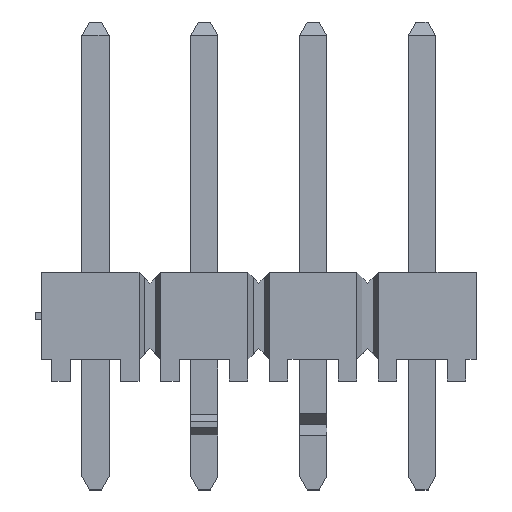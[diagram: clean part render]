
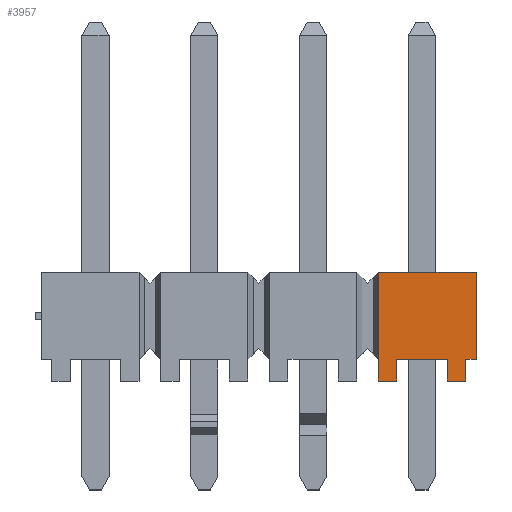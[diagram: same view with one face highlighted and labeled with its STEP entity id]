
A CAD part, top view. The second image highlights one B-rep face of the part: STEP entity #3957.
In plain terms, the highlighted planar face has unit normal (0, 0, 1).
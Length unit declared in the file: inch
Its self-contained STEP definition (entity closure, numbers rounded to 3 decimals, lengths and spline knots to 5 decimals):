
#118=ORIENTED_EDGE('',*,*,#1256,.T.);
#119=ORIENTED_EDGE('',*,*,#1257,.F.);
#120=ORIENTED_EDGE('',*,*,#1258,.T.);
#121=ORIENTED_EDGE('',*,*,#1259,.F.);
#122=ORIENTED_EDGE('',*,*,#1260,.F.);
#123=ORIENTED_EDGE('',*,*,#1261,.F.);
#124=ORIENTED_EDGE('',*,*,#1262,.T.);
#125=ORIENTED_EDGE('',*,*,#1263,.F.);
#126=ORIENTED_EDGE('',*,*,#1264,.F.);
#127=ORIENTED_EDGE('',*,*,#1265,.F.);
#128=ORIENTED_EDGE('',*,*,#1266,.F.);
#1256=EDGE_CURVE('',#1741,#1797,#2192,.T.);
#1257=EDGE_CURVE('',#1820,#1797,#2193,.T.);
#1258=EDGE_CURVE('',#1820,#1821,#2194,.T.);
#1259=EDGE_CURVE('',#1822,#1821,#2195,.T.);
#1260=EDGE_CURVE('',#1823,#1822,#2196,.T.);
#1261=EDGE_CURVE('',#1824,#1823,#2197,.T.);
#1262=EDGE_CURVE('',#1824,#1825,#2198,.T.);
#1263=EDGE_CURVE('',#1826,#1825,#2199,.T.);
#1264=EDGE_CURVE('',#1827,#1826,#2200,.T.);
#1265=EDGE_CURVE('',#1828,#1827,#2201,.T.);
#1266=EDGE_CURVE('',#1741,#1828,#2202,.T.);
#1741=VERTEX_POINT('',#5440);
#1797=VERTEX_POINT('',#5568);
#1820=VERTEX_POINT('',#5621);
#1821=VERTEX_POINT('',#5623);
#1822=VERTEX_POINT('',#5625);
#1823=VERTEX_POINT('',#5627);
#1824=VERTEX_POINT('',#5629);
#1825=VERTEX_POINT('',#5631);
#1826=VERTEX_POINT('',#5633);
#1827=VERTEX_POINT('',#5635);
#1828=VERTEX_POINT('',#5637);
#2192=LINE('',#5619,#2764);
#2193=LINE('',#5620,#2765);
#2194=LINE('',#5622,#2766);
#2195=LINE('',#5624,#2767);
#2196=LINE('',#5626,#2768);
#2197=LINE('',#5628,#2769);
#2198=LINE('',#5630,#2770);
#2199=LINE('',#5632,#2771);
#2200=LINE('',#5634,#2772);
#2201=LINE('',#5636,#2773);
#2202=LINE('',#5638,#2774);
#2764=VECTOR('',#4533,39.37008);
#2765=VECTOR('',#4534,39.37008);
#2766=VECTOR('',#4535,39.37008);
#2767=VECTOR('',#4536,39.37008);
#2768=VECTOR('',#4537,39.37008);
#2769=VECTOR('',#4538,39.37008);
#2770=VECTOR('',#4539,39.37008);
#2771=VECTOR('',#4540,39.37008);
#2772=VECTOR('',#4541,39.37008);
#2773=VECTOR('',#4542,39.37008);
#2774=VECTOR('',#4543,39.37008);
#3260=EDGE_LOOP('',(#118,#119,#120,#121,#122,#123,#124,#125,#126,#127,#128));
#3498=FACE_BOUND('',#3260,.T.);
#3736=PLANE('',#4204);
#3957=ADVANCED_FACE('',(#3498),#3736,.F.);
#4204=AXIS2_PLACEMENT_3D('',#5618,#4531,#4532);
#4531=DIRECTION('',(0.,0.,-1.));
#4532=DIRECTION('',(-1.,0.,0.));
#4533=DIRECTION('',(0.,-1.,0.));
#4534=DIRECTION('',(0.,1.,0.));
#4535=DIRECTION('',(1.,0.,0.));
#4536=DIRECTION('',(0.,-1.,0.));
#4537=DIRECTION('',(-1.,0.,0.));
#4538=DIRECTION('',(0.,1.,0.));
#4539=DIRECTION('',(1.,0.,0.));
#4540=DIRECTION('',(0.,-1.,0.));
#4541=DIRECTION('',(-1.,0.,0.));
#4542=DIRECTION('',(0.,-1.,0.));
#4543=DIRECTION('',(1.,0.,0.));
#5440=CARTESIAN_POINT('',(0.11,0.1,0.05));
#5568=CARTESIAN_POINT('',(0.11,0.02,0.05));
#5618=CARTESIAN_POINT('',(-0.2,0.1,0.05));
#5619=CARTESIAN_POINT('',(0.11,0.1,0.05));
#5620=CARTESIAN_POINT('',(0.11,0.1,0.05));
#5621=CARTESIAN_POINT('',(0.11,0.,0.05));
#5622=CARTESIAN_POINT('',(-0.2,0.,0.05));
#5623=CARTESIAN_POINT('',(0.12688,0.,0.05));
#5624=CARTESIAN_POINT('',(0.12688,0.1,0.05));
#5625=CARTESIAN_POINT('',(0.12688,0.02,0.05));
#5626=CARTESIAN_POINT('',(-0.2,0.02,0.05));
#5627=CARTESIAN_POINT('',(0.17312,0.02,0.05));
#5628=CARTESIAN_POINT('',(0.17312,0.1,0.05));
#5629=CARTESIAN_POINT('',(0.17312,0.,0.05));
#5630=CARTESIAN_POINT('',(-0.2,0.,0.05));
#5631=CARTESIAN_POINT('',(0.19012,0.,0.05));
#5632=CARTESIAN_POINT('',(0.19012,0.1,0.05));
#5633=CARTESIAN_POINT('',(0.19012,0.02,0.05));
#5634=CARTESIAN_POINT('',(-0.2,0.02,0.05));
#5635=CARTESIAN_POINT('',(0.2,0.02,0.05));
#5636=CARTESIAN_POINT('',(0.2,0.1,0.05));
#5637=CARTESIAN_POINT('',(0.2,0.1,0.05));
#5638=CARTESIAN_POINT('',(-0.2,0.1,0.05));
